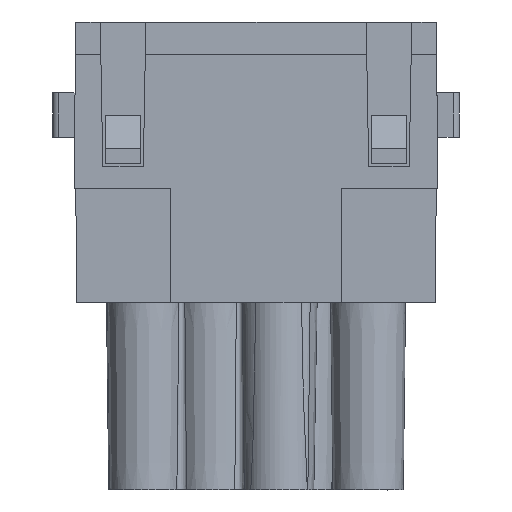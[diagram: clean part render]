
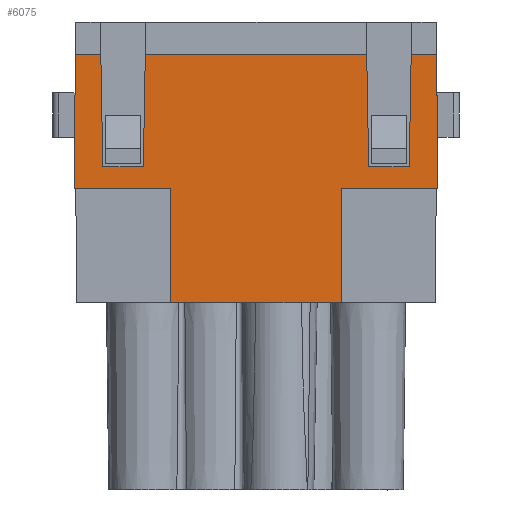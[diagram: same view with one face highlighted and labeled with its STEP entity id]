
A CAD part, left-side view. The second image highlights one B-rep face of the part: STEP entity #6075.
In plain terms, the highlighted planar face has unit normal (-1, 0, 0).
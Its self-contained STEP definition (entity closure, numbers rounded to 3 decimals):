
#5959=AXIS2_PLACEMENT_3D('Plane Axis2P3D',#5956,#5957,#5958) ;
#2805=CARTESIAN_POINT('Vertex',(0.,9.921,15.7)) ;
#2808=CARTESIAN_POINT('Line Origine',(0.,17.05,15.7)) ;
#2812=CARTESIAN_POINT('Vertex',(0.,24.179,15.7)) ;
#5941=CARTESIAN_POINT('Vertex',(0.,9.921,25.3)) ;
#5944=CARTESIAN_POINT('Line Origine',(0.,9.921,20.5)) ;
#5956=CARTESIAN_POINT('Axis2P3D Location',(0.,17.05,-2.)) ;
#5961=CARTESIAN_POINT('Line Origine',(0.,5.861,25.3)) ;
#5965=CARTESIAN_POINT('Vertex',(0.,1.802,25.3)) ;
#5968=CARTESIAN_POINT('Line Origine',(0.,1.851,30.925)) ;
#5972=CARTESIAN_POINT('Vertex',(0.,1.9,36.55)) ;
#5975=CARTESIAN_POINT('Line Origine',(0.,2.968,36.55)) ;
#5979=CARTESIAN_POINT('Vertex',(0.,4.035,36.55)) ;
#5982=CARTESIAN_POINT('Line Origine',(0.,4.118,31.825)) ;
#5986=CARTESIAN_POINT('Vertex',(0.,4.2,27.1)) ;
#5989=CARTESIAN_POINT('Line Origine',(0.,5.9,27.1)) ;
#5993=CARTESIAN_POINT('Vertex',(0.,7.6,27.1)) ;
#5996=CARTESIAN_POINT('Line Origine',(0.,7.683,31.825)) ;
#6000=CARTESIAN_POINT('Vertex',(0.,7.765,36.55)) ;
#6003=CARTESIAN_POINT('Line Origine',(0.,17.05,36.55)) ;
#6007=CARTESIAN_POINT('Vertex',(0.,26.335,36.55)) ;
#6010=CARTESIAN_POINT('Line Origine',(0.,26.418,31.825)) ;
#6014=CARTESIAN_POINT('Vertex',(0.,26.5,27.1)) ;
#6017=CARTESIAN_POINT('Line Origine',(0.,28.2,27.1)) ;
#6021=CARTESIAN_POINT('Vertex',(0.,29.9,27.1)) ;
#6024=CARTESIAN_POINT('Line Origine',(0.,29.983,31.825)) ;
#6028=CARTESIAN_POINT('Vertex',(0.,30.065,36.55)) ;
#6031=CARTESIAN_POINT('Line Origine',(0.,31.133,36.55)) ;
#6035=CARTESIAN_POINT('Vertex',(0.,32.2,36.55)) ;
#6038=CARTESIAN_POINT('Line Origine',(0.,32.249,30.925)) ;
#6042=CARTESIAN_POINT('Vertex',(0.,32.298,25.3)) ;
#6045=CARTESIAN_POINT('Line Origine',(0.,28.239,25.3)) ;
#6049=CARTESIAN_POINT('Vertex',(0.,24.179,25.3)) ;
#6052=CARTESIAN_POINT('Line Origine',(0.,24.179,20.5)) ;
#2809=DIRECTION('Vector Direction',(0.,1.,0.)) ;
#5945=DIRECTION('Vector Direction',(0.,0.,1.)) ;
#5957=DIRECTION('Axis2P3D Direction',(-1.,0.,0.)) ;
#5958=DIRECTION('Axis2P3D XDirection',(0.,0.,-1.)) ;
#5962=DIRECTION('Vector Direction',(0.,1.,0.)) ;
#5969=DIRECTION('Vector Direction',(0.,0.009,1.)) ;
#5976=DIRECTION('Vector Direction',(0.,1.,0.)) ;
#5983=DIRECTION('Vector Direction',(0.,0.017,-1.)) ;
#5990=DIRECTION('Vector Direction',(0.,-1.,0.)) ;
#5997=DIRECTION('Vector Direction',(0.,-0.017,-1.)) ;
#6004=DIRECTION('Vector Direction',(0.,1.,0.)) ;
#6011=DIRECTION('Vector Direction',(0.,-0.017,1.)) ;
#6018=DIRECTION('Vector Direction',(0.,-1.,0.)) ;
#6025=DIRECTION('Vector Direction',(0.,0.017,1.)) ;
#6032=DIRECTION('Vector Direction',(0.,1.,0.)) ;
#6039=DIRECTION('Vector Direction',(0.,0.009,-1.)) ;
#6046=DIRECTION('Vector Direction',(0.,1.,0.)) ;
#6053=DIRECTION('Vector Direction',(0.,0.,-1.)) ;
#2810=VECTOR('Line Direction',#2809,1.) ;
#5946=VECTOR('Line Direction',#5945,1.) ;
#5963=VECTOR('Line Direction',#5962,1.) ;
#5970=VECTOR('Line Direction',#5969,1.) ;
#5977=VECTOR('Line Direction',#5976,1.) ;
#5984=VECTOR('Line Direction',#5983,1.) ;
#5991=VECTOR('Line Direction',#5990,1.) ;
#5998=VECTOR('Line Direction',#5997,1.) ;
#6005=VECTOR('Line Direction',#6004,1.) ;
#6012=VECTOR('Line Direction',#6011,1.) ;
#6019=VECTOR('Line Direction',#6018,1.) ;
#6026=VECTOR('Line Direction',#6025,1.) ;
#6033=VECTOR('Line Direction',#6032,1.) ;
#6040=VECTOR('Line Direction',#6039,1.) ;
#6047=VECTOR('Line Direction',#6046,1.) ;
#6054=VECTOR('Line Direction',#6053,1.) ;
#6058=ORIENTED_EDGE('',*,*,#5967,.F.) ;
#6059=ORIENTED_EDGE('',*,*,#5974,.T.) ;
#6060=ORIENTED_EDGE('',*,*,#5981,.T.) ;
#6061=ORIENTED_EDGE('',*,*,#5988,.T.) ;
#6062=ORIENTED_EDGE('',*,*,#5995,.F.) ;
#6063=ORIENTED_EDGE('',*,*,#6002,.F.) ;
#6064=ORIENTED_EDGE('',*,*,#6009,.T.) ;
#6065=ORIENTED_EDGE('',*,*,#6016,.F.) ;
#6066=ORIENTED_EDGE('',*,*,#6023,.F.) ;
#6067=ORIENTED_EDGE('',*,*,#6030,.T.) ;
#6068=ORIENTED_EDGE('',*,*,#6037,.T.) ;
#6069=ORIENTED_EDGE('',*,*,#6044,.T.) ;
#6070=ORIENTED_EDGE('',*,*,#6051,.F.) ;
#6071=ORIENTED_EDGE('',*,*,#6056,.T.) ;
#6072=ORIENTED_EDGE('',*,*,#2814,.F.) ;
#6073=ORIENTED_EDGE('',*,*,#5948,.T.) ;
#6075=ADVANCED_FACE('Hauptkoerper',(#6074),#5960,.T.) ;
#2814=EDGE_CURVE('',#2806,#2813,#2811,.T.) ;
#5948=EDGE_CURVE('',#2806,#5942,#5947,.T.) ;
#5967=EDGE_CURVE('',#5966,#5942,#5964,.T.) ;
#5974=EDGE_CURVE('',#5966,#5973,#5971,.T.) ;
#5981=EDGE_CURVE('',#5973,#5980,#5978,.T.) ;
#5988=EDGE_CURVE('',#5980,#5987,#5985,.T.) ;
#5995=EDGE_CURVE('',#5994,#5987,#5992,.T.) ;
#6002=EDGE_CURVE('',#6001,#5994,#5999,.T.) ;
#6009=EDGE_CURVE('',#6001,#6008,#6006,.T.) ;
#6016=EDGE_CURVE('',#6015,#6008,#6013,.T.) ;
#6023=EDGE_CURVE('',#6022,#6015,#6020,.T.) ;
#6030=EDGE_CURVE('',#6022,#6029,#6027,.T.) ;
#6037=EDGE_CURVE('',#6029,#6036,#6034,.T.) ;
#6044=EDGE_CURVE('',#6036,#6043,#6041,.T.) ;
#6051=EDGE_CURVE('',#6050,#6043,#6048,.T.) ;
#6056=EDGE_CURVE('',#6050,#2813,#6055,.T.) ;
#6057=EDGE_LOOP('',(#6058,#6059,#6060,#6061,#6062,#6063,#6064,#6065,#6066,#6067,#6068,#6069,#6070,#6071,#6072,#6073)) ;
#6074=FACE_OUTER_BOUND('',#6057,.T.) ;
#2811=LINE('Line',#2808,#2810) ;
#5947=LINE('Line',#5944,#5946) ;
#5964=LINE('Line',#5961,#5963) ;
#5971=LINE('Line',#5968,#5970) ;
#5978=LINE('Line',#5975,#5977) ;
#5985=LINE('Line',#5982,#5984) ;
#5992=LINE('Line',#5989,#5991) ;
#5999=LINE('Line',#5996,#5998) ;
#6006=LINE('Line',#6003,#6005) ;
#6013=LINE('Line',#6010,#6012) ;
#6020=LINE('Line',#6017,#6019) ;
#6027=LINE('Line',#6024,#6026) ;
#6034=LINE('Line',#6031,#6033) ;
#6041=LINE('Line',#6038,#6040) ;
#6048=LINE('Line',#6045,#6047) ;
#6055=LINE('Line',#6052,#6054) ;
#5960=PLANE('',#5959) ;
#2806=VERTEX_POINT('',#2805) ;
#2813=VERTEX_POINT('',#2812) ;
#5942=VERTEX_POINT('',#5941) ;
#5966=VERTEX_POINT('',#5965) ;
#5973=VERTEX_POINT('',#5972) ;
#5980=VERTEX_POINT('',#5979) ;
#5987=VERTEX_POINT('',#5986) ;
#5994=VERTEX_POINT('',#5993) ;
#6001=VERTEX_POINT('',#6000) ;
#6008=VERTEX_POINT('',#6007) ;
#6015=VERTEX_POINT('',#6014) ;
#6022=VERTEX_POINT('',#6021) ;
#6029=VERTEX_POINT('',#6028) ;
#6036=VERTEX_POINT('',#6035) ;
#6043=VERTEX_POINT('',#6042) ;
#6050=VERTEX_POINT('',#6049) ;
